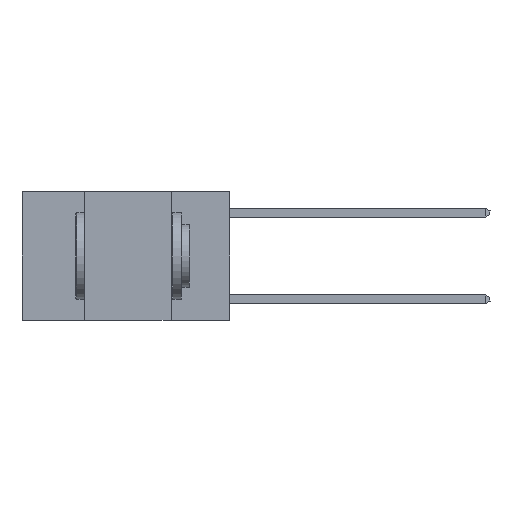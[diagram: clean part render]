
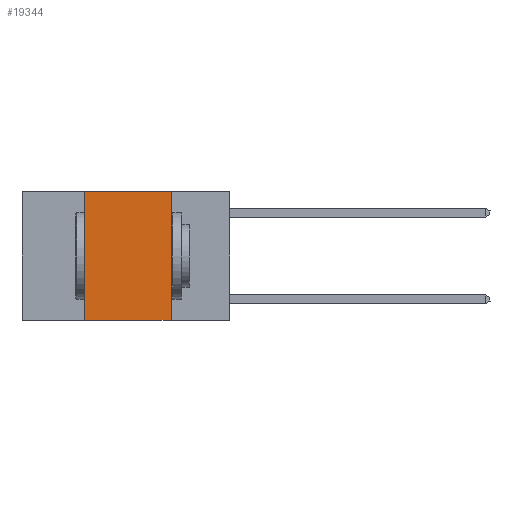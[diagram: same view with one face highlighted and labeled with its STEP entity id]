
A CAD part, left-side view. The second image highlights one B-rep face of the part: STEP entity #19344.
In plain terms, the highlighted planar face has unit normal (-1, 0, 0).
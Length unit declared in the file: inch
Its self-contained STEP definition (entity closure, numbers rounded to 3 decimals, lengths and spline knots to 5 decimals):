
#28 = ORIENTED_EDGE ( 'NONE', *, *, #8924, .T. ) ;
#529 = PLANE ( 'NONE',  #22468 ) ;
#2069 = DIRECTION ( 'NONE',  ( 0., 0., -1. ) ) ;
#2367 = DIRECTION ( 'NONE',  ( 0., -1., 0. ) ) ;
#2509 = DIRECTION ( 'NONE',  ( 0., 0., -1. ) ) ;
#3013 = EDGE_CURVE ( 'NONE', #22378, #20434, #13705, .T. ) ;
#3561 = CARTESIAN_POINT ( 'NONE',  ( 0., 0.17, 0. ) ) ;
#4083 = DIRECTION ( 'NONE',  ( 0., 0., 1. ) ) ;
#4987 = EDGE_CURVE ( 'NONE', #13787, #22378, #5054, .T. ) ;
#5054 = LINE ( 'NONE', #19515, #14827 ) ;
#5652 = VERTEX_POINT ( 'NONE', #23310 ) ;
#6312 = CARTESIAN_POINT ( 'NONE',  ( 0., 0.6, 0. ) ) ;
#7402 = CARTESIAN_POINT ( 'NONE',  ( 0., 0.6, 0. ) ) ;
#7576 = EDGE_CURVE ( 'NONE', #20434, #5652, #10325, .T. ) ;
#8281 = CARTESIAN_POINT ( 'NONE',  ( 0., 0.42, -0.37 ) ) ;
#8924 = EDGE_CURVE ( 'NONE', #13787, #5652, #22074, .T. ) ;
#10325 = LINE ( 'NONE', #23372, #14900 ) ;
#11780 = VECTOR ( 'NONE', #2367, 39.37008 ) ;
#13705 = LINE ( 'NONE', #7402, #18817 ) ;
#13756 = ORIENTED_EDGE ( 'NONE', *, *, #3013, .F. ) ;
#13787 = VERTEX_POINT ( 'NONE', #8281 ) ;
#14044 = CARTESIAN_POINT ( 'NONE',  ( 0., 0.6, -0.37 ) ) ;
#14118 = CARTESIAN_POINT ( 'NONE',  ( 0., 0.42, 0. ) ) ;
#14184 = DIRECTION ( 'NONE',  ( 1., 0., 0. ) ) ;
#14276 = EDGE_LOOP ( 'NONE', ( #22807, #13756, #24026, #28 ) ) ;
#14827 = VECTOR ( 'NONE', #4083, 39.37008 ) ;
#14900 = VECTOR ( 'NONE', #2069, 39.37008 ) ;
#18817 = VECTOR ( 'NONE', #19044, 39.37008 ) ;
#19044 = DIRECTION ( 'NONE',  ( 0., -1., 0. ) ) ;
#19344 = ADVANCED_FACE ( 'NONE', ( #21888 ), #529, .F. ) ;
#19515 = CARTESIAN_POINT ( 'NONE',  ( 0., 0.42, 0. ) ) ;
#20434 = VERTEX_POINT ( 'NONE', #3561 ) ;
#21888 = FACE_OUTER_BOUND ( 'NONE', #14276, .T. ) ;
#22074 = LINE ( 'NONE', #14044, #11780 ) ;
#22378 = VERTEX_POINT ( 'NONE', #14118 ) ;
#22468 = AXIS2_PLACEMENT_3D ( 'NONE', #6312, #14184, #2509 ) ;
#22807 = ORIENTED_EDGE ( 'NONE', *, *, #7576, .F. ) ;
#23310 = CARTESIAN_POINT ( 'NONE',  ( 0., 0.17, -0.37 ) ) ;
#23372 = CARTESIAN_POINT ( 'NONE',  ( 0., 0.17, 0. ) ) ;
#24026 = ORIENTED_EDGE ( 'NONE', *, *, #4987, .F. ) ;
